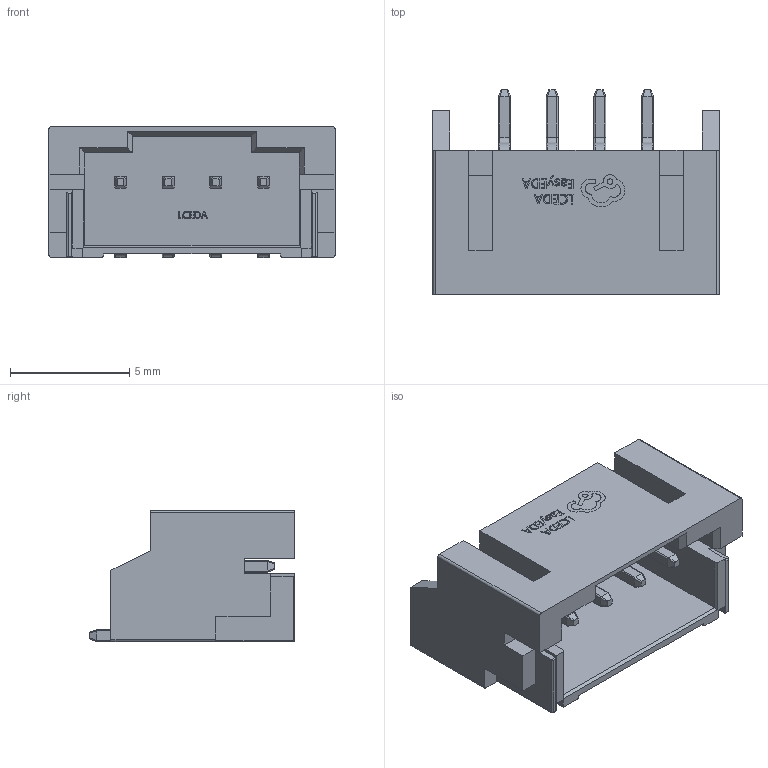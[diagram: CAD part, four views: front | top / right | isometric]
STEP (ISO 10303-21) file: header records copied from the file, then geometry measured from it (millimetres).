
FILE_DESCRIPTION (( 'STEP AP214' ), '1' );
FILE_NAME ('CONN-SMD_PH2.00-WS-4P.step', '2022-08-08T03:24:51', ( '' ), ( '' ), 'SwSTEP 2.0', 'SolidWorks 2020', '' );
FILE_SCHEMA (( 'AUTOMOTIVE_DESIGN' ));
Length unit declared in the file: millimetre
Products named in the file (1): CONN-SMD_PH2.00-WS-4P
Bounding box: 12 x 8.6 x 5.5 mm (x, y, z)
Volume: 181.6 mm3; surface area: 640.2 mm2
Topology: 20 solids, 20 shells, 667 faces, 1715 edges, 1088 vertices
Faces by surface type: plane 399, cylinder 120, bspline 112, torus 32, sphere 4
Entity records: 28619 total; most frequent: CARTESIAN_POINT 6003, ORIENTED_EDGE 3422, DIRECTION 2603, EDGE_CURVE 1711, VECTOR 1187, LINE 1187, VERTEX_POINT 1088, AXIS2_PLACEMENT_3D 708
